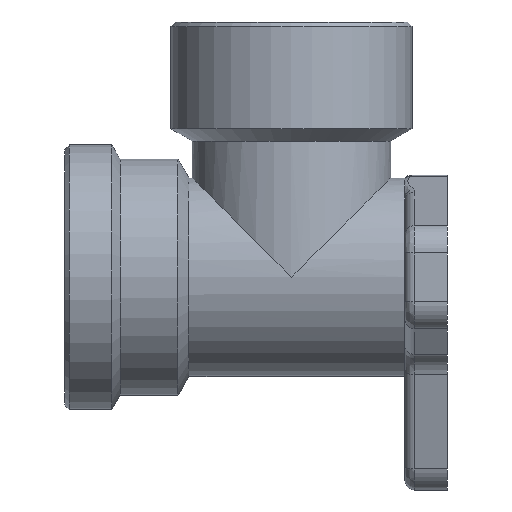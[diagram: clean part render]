
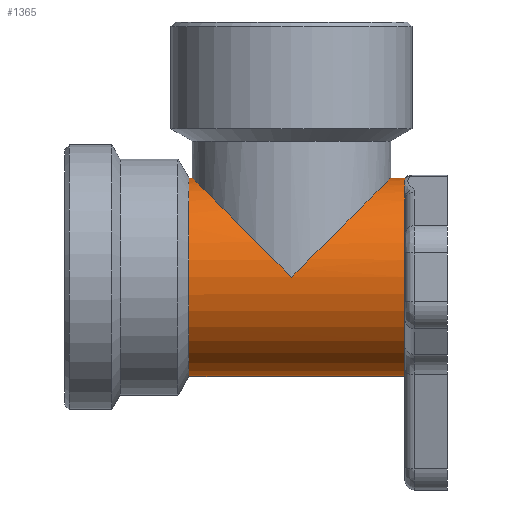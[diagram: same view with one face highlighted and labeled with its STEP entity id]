
A CAD part, left-side view. The second image highlights one B-rep face of the part: STEP entity #1365.
In plain terms, the highlighted cylindrical face has radius 10.5 mm (diameter 21 mm), a full revolution.
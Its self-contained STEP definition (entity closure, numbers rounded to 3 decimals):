
#13 = CIRCLE ( 'NONE', #830, 10.5 ) ;
#16 = CIRCLE ( 'NONE', #825, 10.5 ) ;
#23 = CIRCLE ( 'NONE', #824, 10.5 ) ;
#24 = CIRCLE ( 'NONE', #826, 10.5 ) ;
#26 = CIRCLE ( 'NONE', #943, 10.5 ) ;
#356 = EDGE_LOOP ( 'NONE', ( #502, #512, #537, #506, #523 ) ) ;
#370 = EDGE_LOOP ( 'NONE', ( #535, #548 ) ) ;
#502 = ORIENTED_EDGE ( 'NONE', *, *, #851, .F. ) ;
#506 = ORIENTED_EDGE ( 'NONE', *, *, #861, .F. ) ;
#512 = ORIENTED_EDGE ( 'NONE', *, *, #1016, .F. ) ;
#523 = ORIENTED_EDGE ( 'NONE', *, *, #860, .F. ) ;
#535 = ORIENTED_EDGE ( 'NONE', *, *, #864, .T. ) ;
#537 = ORIENTED_EDGE ( 'NONE', *, *, #859, .F. ) ;
#548 = ORIENTED_EDGE ( 'NONE', *, *, #865, .T. ) ;
#557 = ORIENTED_EDGE ( 'NONE', *, *, #862, .F. ) ;
#693 =( BOUNDED_CURVE ( )  B_SPLINE_CURVE ( 3, ( #1295, #1179, #1294, #1293 ),
 .UNSPECIFIED., .F., .T. ) 
 B_SPLINE_CURVE_WITH_KNOTS ( ( 4, 4 ),
 ( 4.712, 7.854 ),
 .UNSPECIFIED. ) 
 CURVE ( )  GEOMETRIC_REPRESENTATION_ITEM ( )  RATIONAL_B_SPLINE_CURVE ( ( 1., 0.333, 0.333, 1. ) ) 
 REPRESENTATION_ITEM ( '' )  );
#713 =( BOUNDED_CURVE ( )  B_SPLINE_CURVE ( 3, ( #1101, #1108, #1302, #1301, #1300, #1299, #1298 ),
 .UNSPECIFIED., .F., .T. ) 
 B_SPLINE_CURVE_WITH_KNOTS ( ( 4, 3, 4 ),
 ( 1.571, 3.142, 4.712 ),
 .UNSPECIFIED. ) 
 CURVE ( )  GEOMETRIC_REPRESENTATION_ITEM ( )  RATIONAL_B_SPLINE_CURVE ( ( 1., 0.805, 0.805, 1., 0.805, 0.805, 1. ) ) 
 REPRESENTATION_ITEM ( '' )  );
#716 = B_SPLINE_CURVE_WITH_KNOTS ( 'NONE', 3,
 ( #728, #1816, #1659, #1633, #1636, #1738, #1897 ),
 .UNSPECIFIED., .F., .F.,
 ( 4, 3, 4 ),
 ( 0., 0., 0.001 ),
 .UNSPECIFIED. ) ;
#728 = CARTESIAN_POINT ( 'NONE',  ( 0.558, 5., 10.485 ) ) ;
#763 = VERTEX_POINT ( 'NONE', #1990 ) ;
#771 = CYLINDRICAL_SURFACE ( 'NONE', #955, 10.5 ) ;
#774 = FACE_OUTER_BOUND ( 'NONE', #2072, .T. ) ;
#777 = FACE_OUTER_BOUND ( 'NONE', #356, .T. ) ;
#778 = FACE_BOUND ( 'NONE', #370, .T. ) ;
#824 = AXIS2_PLACEMENT_3D ( 'NONE', #1049, #1180, #1178 ) ;
#825 = AXIS2_PLACEMENT_3D ( 'NONE', #1153, #1151, #1152 ) ;
#826 = AXIS2_PLACEMENT_3D ( 'NONE', #1158, #1157, #1217 ) ;
#830 = AXIS2_PLACEMENT_3D ( 'NONE', #1090, #1087, #1086 ) ;
#851 = EDGE_CURVE ( 'NONE', #2146, #2112, #13, .T. ) ;
#859 = EDGE_CURVE ( 'NONE', #2096, #2153, #24, .T. ) ;
#860 = EDGE_CURVE ( 'NONE', #2112, #2142, #16, .T. ) ;
#861 = EDGE_CURVE ( 'NONE', #2142, #2096, #23, .T. ) ;
#862 = EDGE_CURVE ( 'NONE', #763, #763, #26, .T. ) ;
#864 = EDGE_CURVE ( 'NONE', #2106, #2099, #713, .T. ) ;
#865 = EDGE_CURVE ( 'NONE', #2099, #2106, #693, .T. ) ;
#943 = AXIS2_PLACEMENT_3D ( 'NONE', #1106, #1107, #1102 ) ;
#955 = AXIS2_PLACEMENT_3D ( 'NONE', #1962, #1961, #1963 ) ;
#1016 = EDGE_CURVE ( 'NONE', #2153, #2146, #716, .T. ) ;
#1049 = CARTESIAN_POINT ( 'NONE',  ( 0., 5., 0. ) ) ;
#1086 = DIRECTION ( 'NONE',  ( 0., 0., -1. ) ) ;
#1087 = DIRECTION ( 'NONE',  ( 0., -1., 0. ) ) ;
#1090 = CARTESIAN_POINT ( 'NONE',  ( 0., 5., 0. ) ) ;
#1101 = CARTESIAN_POINT ( 'NONE',  ( -10.5, 17., 0. ) ) ;
#1102 = DIRECTION ( 'NONE',  ( 0., 0., -1. ) ) ;
#1106 = CARTESIAN_POINT ( 'NONE',  ( 0., 27.845, 0. ) ) ;
#1107 = DIRECTION ( 'NONE',  ( 0., 1., 0. ) ) ;
#1108 = CARTESIAN_POINT ( 'NONE',  ( -10.5, 23.151, 6.151 ) ) ;
#1151 = DIRECTION ( 'NONE',  ( 0., -1., 0. ) ) ;
#1152 = DIRECTION ( 'NONE',  ( 0., 0., -1. ) ) ;
#1153 = CARTESIAN_POINT ( 'NONE',  ( 0., 5., 0. ) ) ;
#1157 = DIRECTION ( 'NONE',  ( 0., -1., 0. ) ) ;
#1158 = CARTESIAN_POINT ( 'NONE',  ( 0., 5., 0. ) ) ;
#1178 = DIRECTION ( 'NONE',  ( 0., 0., -1. ) ) ;
#1179 = CARTESIAN_POINT ( 'NONE',  ( 10.5, -4., 21. ) ) ;
#1180 = DIRECTION ( 'NONE',  ( 0., -1., 0. ) ) ;
#1217 = DIRECTION ( 'NONE',  ( 0., 0., -1. ) ) ;
#1293 = CARTESIAN_POINT ( 'NONE',  ( -10.5, 17., 0. ) ) ;
#1294 = CARTESIAN_POINT ( 'NONE',  ( -10.5, -4., 21. ) ) ;
#1295 = CARTESIAN_POINT ( 'NONE',  ( 10.5, 17., 0. ) ) ;
#1298 = CARTESIAN_POINT ( 'NONE',  ( 10.5, 17., 0. ) ) ;
#1299 = CARTESIAN_POINT ( 'NONE',  ( 10.5, 23.151, 6.151 ) ) ;
#1300 = CARTESIAN_POINT ( 'NONE',  ( 6.151, 27.5, 10.5 ) ) ;
#1301 = CARTESIAN_POINT ( 'NONE',  ( 0., 27.5, 10.5 ) ) ;
#1302 = CARTESIAN_POINT ( 'NONE',  ( -6.151, 27.5, 10.5 ) ) ;
#1365 = ADVANCED_FACE ( 'NONE', ( #777, #774, #778 ), #771, .T. ) ;
#1633 = CARTESIAN_POINT ( 'NONE',  ( 0.279, 5., 10.496 ) ) ;
#1636 = CARTESIAN_POINT ( 'NONE',  ( 0.186, 5., 10.499 ) ) ;
#1659 = CARTESIAN_POINT ( 'NONE',  ( 0.372, 5., 10.494 ) ) ;
#1738 = CARTESIAN_POINT ( 'NONE',  ( 0.093, 5., 10.5 ) ) ;
#1816 = CARTESIAN_POINT ( 'NONE',  ( 0.465, 5., 10.49 ) ) ;
#1897 = CARTESIAN_POINT ( 'NONE',  ( 0., 5., 10.5 ) ) ;
#1950 = CARTESIAN_POINT ( 'NONE',  ( 0., 5., 10.5 ) ) ;
#1959 = CARTESIAN_POINT ( 'NONE',  ( -0.558, 5., 10.485 ) ) ;
#1961 = DIRECTION ( 'NONE',  ( 0., -1., 0. ) ) ;
#1962 = CARTESIAN_POINT ( 'NONE',  ( 0., 27.845, 0. ) ) ;
#1963 = DIRECTION ( 'NONE',  ( 0., 0., -1. ) ) ;
#1964 = CARTESIAN_POINT ( 'NONE',  ( 6.727, 5., 8.062 ) ) ;
#1990 = CARTESIAN_POINT ( 'NONE',  ( 0., 27.845, -10.5 ) ) ;
#1992 = CARTESIAN_POINT ( 'NONE',  ( 0.558, 5., 10.485 ) ) ;
#1996 = CARTESIAN_POINT ( 'NONE',  ( 10.5, 17., 0. ) ) ;
#2031 = CARTESIAN_POINT ( 'NONE',  ( -6.727, 5., 8.062 ) ) ;
#2044 = CARTESIAN_POINT ( 'NONE',  ( -10.5, 17., 0. ) ) ;
#2072 = EDGE_LOOP ( 'NONE', ( #557 ) ) ;
#2096 = VERTEX_POINT ( 'NONE', #1964 ) ;
#2099 = VERTEX_POINT ( 'NONE', #1996 ) ;
#2106 = VERTEX_POINT ( 'NONE', #2044 ) ;
#2112 = VERTEX_POINT ( 'NONE', #1959 ) ;
#2142 = VERTEX_POINT ( 'NONE', #2031 ) ;
#2146 = VERTEX_POINT ( 'NONE', #1950 ) ;
#2153 = VERTEX_POINT ( 'NONE', #1992 ) ;
